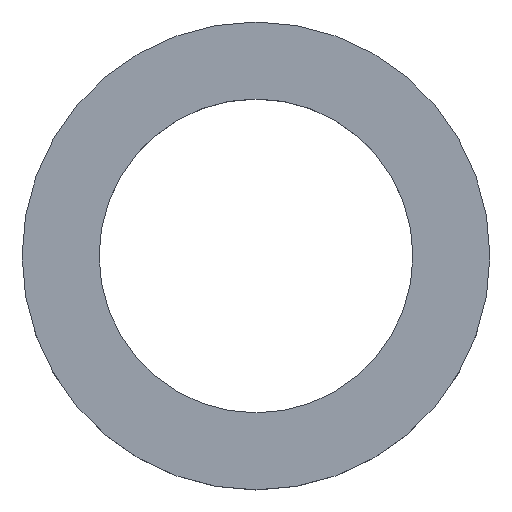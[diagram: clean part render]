
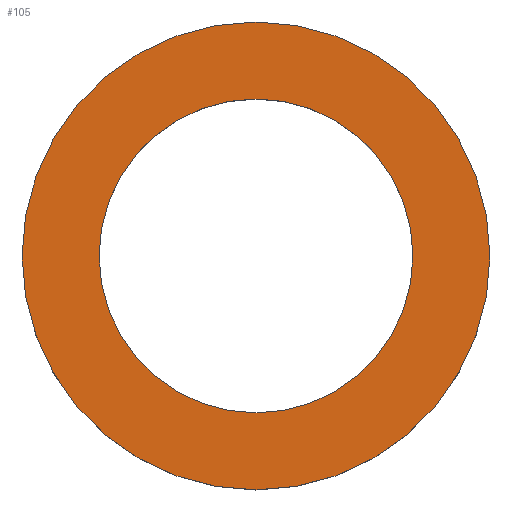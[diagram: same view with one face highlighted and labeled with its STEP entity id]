
A CAD part, top view. The second image highlights one B-rep face of the part: STEP entity #105.
In plain terms, the highlighted planar face has unit normal (0, 0, 1).
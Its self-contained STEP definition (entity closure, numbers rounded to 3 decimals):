
#21=PLANE('',#123);
#29=FACE_BOUND('',#53,.T.);
#37=FACE_OUTER_BOUND('',#52,.T.);
#52=EDGE_LOOP('',(#92));
#53=EDGE_LOOP('',(#93));
#54=CIRCLE('',#109,27.5);
#56=CIRCLE('',#112,41.);
#62=VERTEX_POINT('',#160);
#64=VERTEX_POINT('',#165);
#70=EDGE_CURVE('',#62,#62,#54,.T.);
#72=EDGE_CURVE('',#64,#64,#56,.T.);
#92=ORIENTED_EDGE('',*,*,#72,.T.);
#93=ORIENTED_EDGE('',*,*,#70,.F.);
#105=ADVANCED_FACE('',(#37,#29),#21,.T.);
#109=AXIS2_PLACEMENT_3D('',#161,#128,#129);
#112=AXIS2_PLACEMENT_3D('',#166,#134,#135);
#123=AXIS2_PLACEMENT_3D('',#182,#156,#157);
#128=DIRECTION('center_axis',(0.,0.,1.));
#129=DIRECTION('ref_axis',(1.,0.,0.));
#134=DIRECTION('center_axis',(0.,0.,1.));
#135=DIRECTION('ref_axis',(1.,0.,0.));
#156=DIRECTION('center_axis',(0.,0.,1.));
#157=DIRECTION('ref_axis',(1.,0.,0.));
#160=CARTESIAN_POINT('',(-27.5,0.,6.5));
#161=CARTESIAN_POINT('Origin',(0.,0.,6.5));
#165=CARTESIAN_POINT('',(-41.,0.,6.5));
#166=CARTESIAN_POINT('Origin',(0.,0.,6.5));
#182=CARTESIAN_POINT('Origin',(34.25,0.,6.5));
